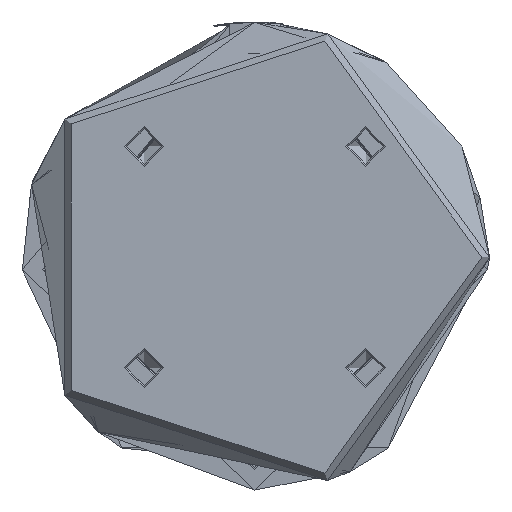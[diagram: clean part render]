
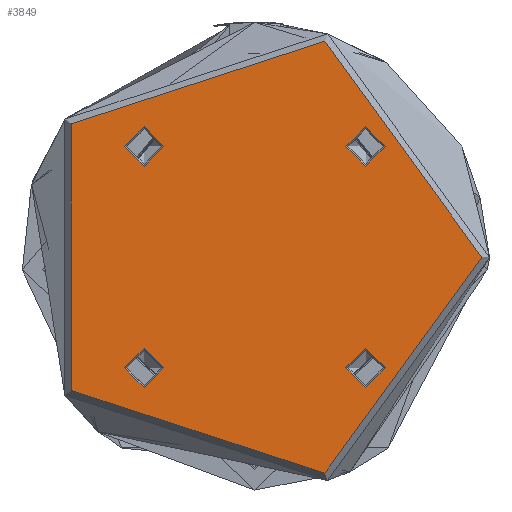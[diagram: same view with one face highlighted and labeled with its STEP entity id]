
A CAD part, front view. The second image highlights one B-rep face of the part: STEP entity #3849.
In plain terms, the highlighted face is planar.
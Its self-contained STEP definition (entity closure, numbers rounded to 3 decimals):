
#148 = EDGE_CURVE ( 'NONE', #2322, #2322, #5064, .T. ) ;
#179 = DIRECTION ( 'NONE',  ( 0., 0., 1. ) ) ;
#345 = ORIENTED_EDGE ( 'NONE', *, *, #2472, .F. ) ;
#354 = PLANE ( 'NONE',  #3373 ) ;
#394 = DIRECTION ( 'NONE',  ( 0., 0., -1. ) ) ;
#575 = ORIENTED_EDGE ( 'NONE', *, *, #1703, .F. ) ;
#703 = AXIS2_PLACEMENT_3D ( 'NONE', #3725, #1230, #4142 ) ;
#875 = CIRCLE ( 'NONE', #703, 5.025 ) ;
#1041 = AXIS2_PLACEMENT_3D ( 'NONE', #2665, #179, #3080 ) ;
#1064 = DIRECTION ( 'NONE',  ( 0., 0., 1. ) ) ;
#1150 = VERTEX_POINT ( 'NONE', #1343 ) ;
#1170 = EDGE_LOOP ( 'NONE', ( #4601 ) ) ;
#1185 = CARTESIAN_POINT ( 'NONE',  ( 0., 0., 0. ) ) ;
#1230 = DIRECTION ( 'NONE',  ( 0., 0., 1. ) ) ;
#1255 = AXIS2_PLACEMENT_3D ( 'NONE', #4420, #1920, #4843 ) ;
#1340 = VERTEX_POINT ( 'NONE', #3003 ) ;
#1343 = CARTESIAN_POINT ( 'NONE',  ( -23.259, 28.284, 0. ) ) ;
#1367 = CIRCLE ( 'NONE', #5131, 58. ) ;
#1599 = DIRECTION ( 'NONE',  ( 1., 0., 0. ) ) ;
#1602 = VERTEX_POINT ( 'NONE', #1750 ) ;
#1703 = EDGE_CURVE ( 'NONE', #1602, #1602, #4494, .T. ) ;
#1750 = CARTESIAN_POINT ( 'NONE',  ( 33.309, 28.284, 0. ) ) ;
#1916 = EDGE_LOOP ( 'NONE', ( #3302 ) ) ;
#1920 = DIRECTION ( 'NONE',  ( 0., 0., 1. ) ) ;
#2051 = CARTESIAN_POINT ( 'NONE',  ( 33.309, -28.284, 0. ) ) ;
#2175 = CARTESIAN_POINT ( 'NONE',  ( 58., 0., 0. ) ) ;
#2322 = VERTEX_POINT ( 'NONE', #2051 ) ;
#2409 = ORIENTED_EDGE ( 'NONE', *, *, #148, .F. ) ;
#2472 = EDGE_CURVE ( 'NONE', #1340, #1340, #4925, .T. ) ;
#2665 = CARTESIAN_POINT ( 'NONE',  ( 28.284, -28.284, 0. ) ) ;
#3003 = CARTESIAN_POINT ( 'NONE',  ( -23.259, -28.284, 0. ) ) ;
#3080 = DIRECTION ( 'NONE',  ( 1., 0., 0. ) ) ;
#3301 = DIRECTION ( 'NONE',  ( -1., 0., 0. ) ) ;
#3302 = ORIENTED_EDGE ( 'NONE', *, *, #4534, .T. ) ;
#3373 = AXIS2_PLACEMENT_3D ( 'NONE', #4447, #394, #3301 ) ;
#3473 = EDGE_CURVE ( 'NONE', #1150, #1150, #875, .T. ) ;
#3563 = CARTESIAN_POINT ( 'NONE',  ( -28.284, -28.284, 0. ) ) ;
#3725 = CARTESIAN_POINT ( 'NONE',  ( -28.284, 28.284, 0. ) ) ;
#3740 = AXIS2_PLACEMENT_3D ( 'NONE', #3563, #1064, #3982 ) ;
#3849 = ADVANCED_FACE ( 'NONE', ( #4777, #4305, #4507, #4375, #4241 ), #354, .F. ) ;
#3982 = DIRECTION ( 'NONE',  ( 1., 0., 0. ) ) ;
#4074 = VERTEX_POINT ( 'NONE', #2175 ) ;
#4089 = DIRECTION ( 'NONE',  ( 0., 0., 1. ) ) ;
#4142 = DIRECTION ( 'NONE',  ( 1., 0., 0. ) ) ;
#4241 = FACE_OUTER_BOUND ( 'NONE', #1916, .T. ) ;
#4291 = EDGE_LOOP ( 'NONE', ( #345 ) ) ;
#4305 = FACE_BOUND ( 'NONE', #5068, .T. ) ;
#4375 = FACE_BOUND ( 'NONE', #4291, .T. ) ;
#4420 = CARTESIAN_POINT ( 'NONE',  ( 28.284, 28.284, 0. ) ) ;
#4447 = CARTESIAN_POINT ( 'NONE',  ( 0., 0., 0. ) ) ;
#4494 = CIRCLE ( 'NONE', #1255, 5.025 ) ;
#4507 = FACE_BOUND ( 'NONE', #4519, .T. ) ;
#4519 = EDGE_LOOP ( 'NONE', ( #2409 ) ) ;
#4534 = EDGE_CURVE ( 'NONE', #4074, #4074, #1367, .T. ) ;
#4601 = ORIENTED_EDGE ( 'NONE', *, *, #3473, .F. ) ;
#4777 = FACE_BOUND ( 'NONE', #1170, .T. ) ;
#4843 = DIRECTION ( 'NONE',  ( 1., 0., 0. ) ) ;
#4925 = CIRCLE ( 'NONE', #3740, 5.025 ) ;
#5064 = CIRCLE ( 'NONE', #1041, 5.025 ) ;
#5068 = EDGE_LOOP ( 'NONE', ( #575 ) ) ;
#5131 = AXIS2_PLACEMENT_3D ( 'NONE', #1185, #4089, #1599 ) ;
